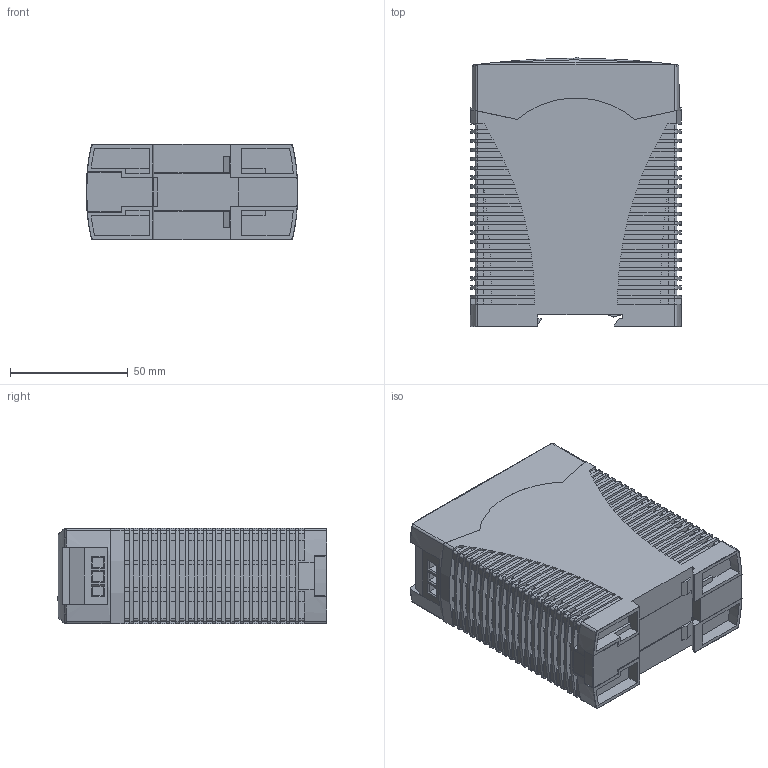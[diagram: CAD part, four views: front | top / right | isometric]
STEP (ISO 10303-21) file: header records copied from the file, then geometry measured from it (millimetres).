
FILE_DESCRIPTION((''),'2;1');
FILE_NAME('DRAN60_20140225','2014-02-25T',('rd13'),(''),'PRO/ENGINEER BY PARAMETRIC TECHNOLOGY CORPORATION, 2008230','PRO/ENGINEER BY PARAMETRIC TECHNOLOGY CORPORATION, 2008230','');
FILE_SCHEMA(('AUTOMOTIVE_DESIGN_CC2 { 1 2 10303 214 -1 1 5 2 }'));
Products named in the file (1): DRAN60_20140225
Bounding box: 89.96 x 114.5 x 40.5 mm (x, y, z)
Volume: 376886.4 mm3; surface area: 50232.8 mm2
Topology: 1 solids, 1 shells, 1496 faces, 4384 edges, 2893 vertices
Faces by surface type: plane 1065, cylinder 391, torus 28, bspline 10, sphere 2
Entity records: 81897 total; most frequent: CARTESIAN_POINT 10569, ORIENTED_EDGE 8764, DIRECTION 8110, PRESENTATION_STYLE_ASSIGNMENT 5867, STYLED_ITEM 4383, CURVE_STYLE 4382, EDGE_CURVE 4382, VECTOR 3458
